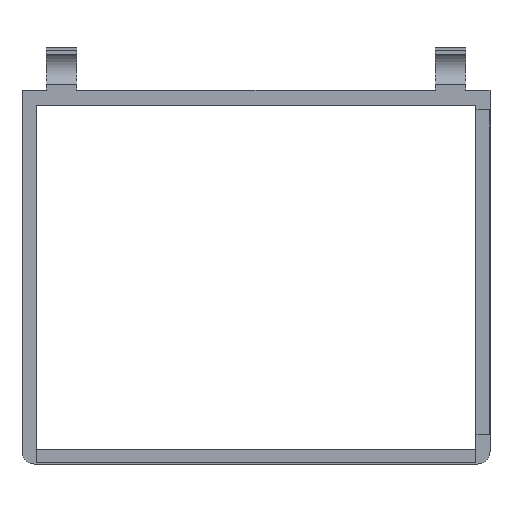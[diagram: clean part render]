
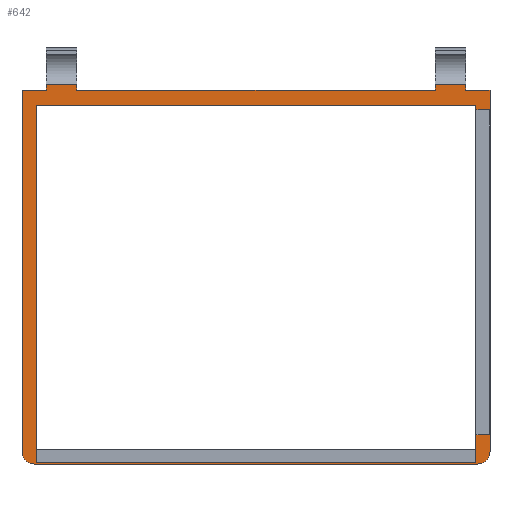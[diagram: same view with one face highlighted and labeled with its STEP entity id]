
A CAD part, front view. The second image highlights one B-rep face of the part: STEP entity #642.
In plain terms, the highlighted planar face has unit normal (0, -1, 0).
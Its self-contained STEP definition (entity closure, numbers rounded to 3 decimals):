
#24=FACE_BOUND('',#86,.T.);
#26=CIRCLE('',#691,6.);
#27=CIRCLE('',#692,6.);
#51=FACE_OUTER_BOUND('',#85,.T.);
#85=EDGE_LOOP('',(#455,#456,#457,#458,#459,#460,#461,#462,#463,#464,#465,
#466,#467,#468));
#86=EDGE_LOOP('',(#469,#470,#471,#472,#473,#474,#475,#476));
#114=LINE('',#921,#190);
#118=LINE('',#930,#194);
#122=LINE('',#937,#198);
#125=LINE('',#943,#201);
#130=LINE('',#952,#206);
#139=LINE('',#974,#215);
#140=LINE('',#976,#216);
#141=LINE('',#980,#217);
#142=LINE('',#984,#218);
#143=LINE('',#986,#219);
#144=LINE('',#988,#220);
#145=LINE('',#990,#221);
#146=LINE('',#992,#222);
#147=LINE('',#994,#223);
#148=LINE('',#996,#224);
#149=LINE('',#998,#225);
#150=LINE('',#999,#226);
#151=LINE('',#1001,#227);
#152=LINE('',#1003,#228);
#153=LINE('',#1004,#229);
#190=VECTOR('',#739,10.);
#194=VECTOR('',#745,10.);
#198=VECTOR('',#751,10.);
#201=VECTOR('',#758,10.);
#206=VECTOR('',#763,10.);
#215=VECTOR('',#778,10.);
#216=VECTOR('',#779,10.);
#217=VECTOR('',#782,10.);
#218=VECTOR('',#785,10.);
#219=VECTOR('',#786,10.);
#220=VECTOR('',#787,10.);
#221=VECTOR('',#788,10.);
#222=VECTOR('',#789,10.);
#223=VECTOR('',#790,10.);
#224=VECTOR('',#791,10.);
#225=VECTOR('',#792,10.);
#226=VECTOR('',#793,10.);
#227=VECTOR('',#794,10.);
#228=VECTOR('',#795,10.);
#229=VECTOR('',#796,10.);
#266=VERTEX_POINT('',#919);
#267=VERTEX_POINT('',#920);
#270=VERTEX_POINT('',#928);
#271=VERTEX_POINT('',#929);
#274=VERTEX_POINT('',#942);
#278=VERTEX_POINT('',#950);
#287=VERTEX_POINT('',#972);
#288=VERTEX_POINT('',#973);
#289=VERTEX_POINT('',#975);
#290=VERTEX_POINT('',#977);
#291=VERTEX_POINT('',#979);
#292=VERTEX_POINT('',#981);
#293=VERTEX_POINT('',#983);
#294=VERTEX_POINT('',#985);
#295=VERTEX_POINT('',#987);
#296=VERTEX_POINT('',#989);
#297=VERTEX_POINT('',#991);
#298=VERTEX_POINT('',#993);
#299=VERTEX_POINT('',#995);
#300=VERTEX_POINT('',#997);
#301=VERTEX_POINT('',#1000);
#302=VERTEX_POINT('',#1002);
#328=EDGE_CURVE('',#266,#267,#114,.T.);
#332=EDGE_CURVE('',#270,#271,#118,.T.);
#336=EDGE_CURVE('',#267,#270,#122,.T.);
#339=EDGE_CURVE('',#266,#274,#125,.T.);
#344=EDGE_CURVE('',#278,#271,#130,.T.);
#353=EDGE_CURVE('',#287,#288,#139,.T.);
#354=EDGE_CURVE('',#289,#287,#140,.T.);
#355=EDGE_CURVE('',#290,#289,#26,.T.);
#356=EDGE_CURVE('',#291,#290,#141,.T.);
#357=EDGE_CURVE('',#292,#291,#27,.T.);
#358=EDGE_CURVE('',#293,#292,#142,.T.);
#359=EDGE_CURVE('',#294,#293,#143,.T.);
#360=EDGE_CURVE('',#295,#294,#144,.T.);
#361=EDGE_CURVE('',#296,#295,#145,.T.);
#362=EDGE_CURVE('',#297,#296,#146,.T.);
#363=EDGE_CURVE('',#298,#297,#147,.T.);
#364=EDGE_CURVE('',#299,#298,#148,.T.);
#365=EDGE_CURVE('',#300,#299,#149,.T.);
#366=EDGE_CURVE('',#288,#300,#150,.T.);
#367=EDGE_CURVE('',#301,#278,#151,.T.);
#368=EDGE_CURVE('',#302,#301,#152,.T.);
#369=EDGE_CURVE('',#274,#302,#153,.T.);
#455=ORIENTED_EDGE('',*,*,#353,.F.);
#456=ORIENTED_EDGE('',*,*,#354,.F.);
#457=ORIENTED_EDGE('',*,*,#355,.F.);
#458=ORIENTED_EDGE('',*,*,#356,.F.);
#459=ORIENTED_EDGE('',*,*,#357,.F.);
#460=ORIENTED_EDGE('',*,*,#358,.F.);
#461=ORIENTED_EDGE('',*,*,#359,.F.);
#462=ORIENTED_EDGE('',*,*,#360,.F.);
#463=ORIENTED_EDGE('',*,*,#361,.F.);
#464=ORIENTED_EDGE('',*,*,#362,.F.);
#465=ORIENTED_EDGE('',*,*,#363,.F.);
#466=ORIENTED_EDGE('',*,*,#364,.F.);
#467=ORIENTED_EDGE('',*,*,#365,.F.);
#468=ORIENTED_EDGE('',*,*,#366,.F.);
#469=ORIENTED_EDGE('',*,*,#332,.T.);
#470=ORIENTED_EDGE('',*,*,#344,.F.);
#471=ORIENTED_EDGE('',*,*,#367,.F.);
#472=ORIENTED_EDGE('',*,*,#368,.F.);
#473=ORIENTED_EDGE('',*,*,#369,.F.);
#474=ORIENTED_EDGE('',*,*,#339,.F.);
#475=ORIENTED_EDGE('',*,*,#328,.T.);
#476=ORIENTED_EDGE('',*,*,#336,.T.);
#617=PLANE('',#690);
#642=ADVANCED_FACE('',(#51,#24),#617,.T.);
#690=AXIS2_PLACEMENT_3D('',#971,#776,#777);
#691=AXIS2_PLACEMENT_3D('',#978,#780,#781);
#692=AXIS2_PLACEMENT_3D('',#982,#783,#784);
#739=DIRECTION('',(1.,0.,0.));
#745=DIRECTION('',(-1.,0.,0.));
#751=DIRECTION('',(0.,0.,-1.));
#758=DIRECTION('',(0.,0.,1.));
#763=DIRECTION('',(0.,0.,1.));
#776=DIRECTION('center_axis',(0.,-1.,0.));
#777=DIRECTION('ref_axis',(0.,0.,-1.));
#778=DIRECTION('',(1.,0.,0.));
#779=DIRECTION('',(0.,0.,1.));
#780=DIRECTION('center_axis',(0.,1.,0.));
#781=DIRECTION('ref_axis',(-0.707,0.,-0.707));
#782=DIRECTION('',(-1.,0.,0.));
#783=DIRECTION('center_axis',(0.,1.,0.));
#784=DIRECTION('ref_axis',(0.707,0.,-0.707));
#785=DIRECTION('',(0.,0.,-1.));
#786=DIRECTION('',(1.,0.,0.));
#787=DIRECTION('',(0.,0.,-1.));
#788=DIRECTION('',(1.,0.,0.));
#789=DIRECTION('',(0.,0.,1.));
#790=DIRECTION('',(1.,0.,0.));
#791=DIRECTION('',(0.,0.,-1.));
#792=DIRECTION('',(1.,0.,0.));
#793=DIRECTION('',(0.,0.,1.));
#794=DIRECTION('',(1.,0.,0.));
#795=DIRECTION('',(0.,0.,-1.));
#796=DIRECTION('',(-1.,0.,0.));
#919=CARTESIAN_POINT('',(223.65,5.4,-8.545));
#920=CARTESIAN_POINT('',(230.45,5.4,-8.545));
#921=CARTESIAN_POINT('',(169.475,5.4,-8.545));
#928=CARTESIAN_POINT('',(230.45,5.4,-168.645));
#929=CARTESIAN_POINT('',(223.65,5.4,-168.645));
#930=CARTESIAN_POINT('',(172.875,5.4,-168.645));
#937=CARTESIAN_POINT('',(230.45,5.4,-51.445));
#942=CARTESIAN_POINT('',(223.65,5.4,-6.345));
#943=CARTESIAN_POINT('',(223.65,5.4,-6.345));
#950=CARTESIAN_POINT('',(223.65,5.4,-182.345));
#952=CARTESIAN_POINT('',(223.65,5.4,-6.345));
#971=CARTESIAN_POINT('Origin',(115.3,5.4,-94.345));
#972=CARTESIAN_POINT('',(0.,5.4,1.182));
#973=CARTESIAN_POINT('',(12.,5.4,1.182));
#974=CARTESIAN_POINT('',(12.,5.4,1.182));
#975=CARTESIAN_POINT('',(0.,5.4,-177.));
#976=CARTESIAN_POINT('',(0.,5.4,-138.673));
#977=CARTESIAN_POINT('',(6.,5.4,-183.));
#978=CARTESIAN_POINT('Origin',(6.,5.4,-177.));
#979=CARTESIAN_POINT('',(224.6,5.4,-183.));
#980=CARTESIAN_POINT('',(172.95,5.4,-183.));
#981=CARTESIAN_POINT('',(230.6,5.4,-177.));
#982=CARTESIAN_POINT('Origin',(224.6,5.4,-177.));
#983=CARTESIAN_POINT('',(230.6,5.4,1.182));
#984=CARTESIAN_POINT('',(230.6,5.4,-47.173));
#985=CARTESIAN_POINT('',(218.6,5.4,1.182));
#986=CARTESIAN_POINT('',(12.,5.4,1.182));
#987=CARTESIAN_POINT('',(218.6,5.4,4.073));
#988=CARTESIAN_POINT('',(218.6,5.4,-47.173));
#989=CARTESIAN_POINT('',(203.6,5.4,4.073));
#990=CARTESIAN_POINT('',(0.,5.4,4.073));
#991=CARTESIAN_POINT('',(203.6,5.4,1.182));
#992=CARTESIAN_POINT('',(203.6,5.4,-36.173));
#993=CARTESIAN_POINT('',(27.,5.4,1.182));
#994=CARTESIAN_POINT('',(12.,5.4,1.182));
#995=CARTESIAN_POINT('',(27.,5.4,4.073));
#996=CARTESIAN_POINT('',(27.,5.4,-47.173));
#997=CARTESIAN_POINT('',(12.,5.4,4.073));
#998=CARTESIAN_POINT('',(0.,5.4,4.073));
#999=CARTESIAN_POINT('',(12.,5.4,-36.173));
#1000=CARTESIAN_POINT('',(6.95,5.4,-182.345));
#1001=CARTESIAN_POINT('',(223.65,5.4,-182.345));
#1002=CARTESIAN_POINT('',(6.95,5.4,-6.345));
#1003=CARTESIAN_POINT('',(6.95,5.4,-182.345));
#1004=CARTESIAN_POINT('',(6.95,5.4,-6.345));
